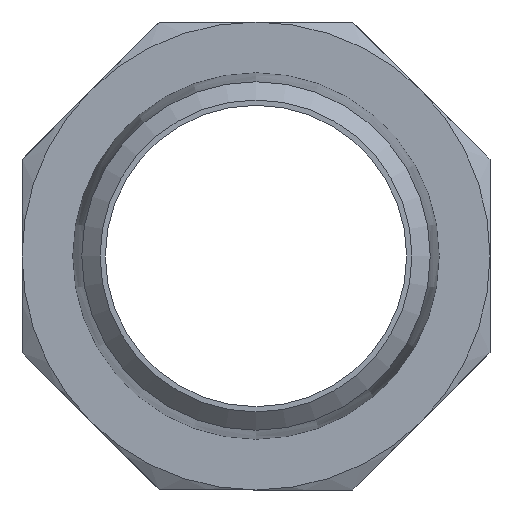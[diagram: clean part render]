
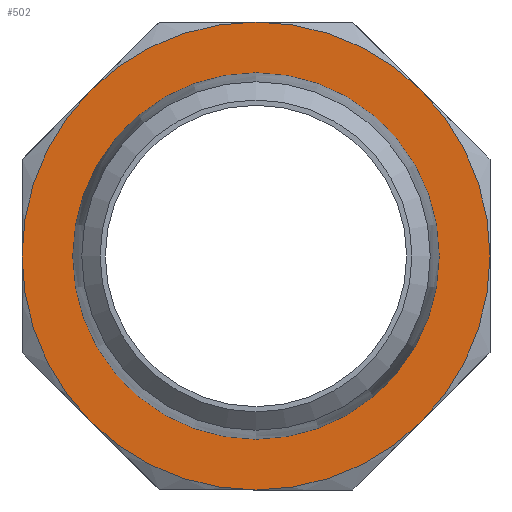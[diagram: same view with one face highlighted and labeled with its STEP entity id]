
A CAD part, left-side view. The second image highlights one B-rep face of the part: STEP entity #502.
In plain terms, the highlighted planar face has unit normal (-1, 0, 0).
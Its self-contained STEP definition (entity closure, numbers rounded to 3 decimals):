
#198=ORIENTED_EDGE('',*,*,#292,.F.);
#199=ORIENTED_EDGE('',*,*,#261,.F.);
#200=ORIENTED_EDGE('',*,*,#281,.F.);
#201=ORIENTED_EDGE('',*,*,#278,.F.);
#202=ORIENTED_EDGE('',*,*,#275,.F.);
#203=ORIENTED_EDGE('',*,*,#272,.F.);
#204=ORIENTED_EDGE('',*,*,#270,.T.);
#205=ORIENTED_EDGE('',*,*,#267,.F.);
#206=ORIENTED_EDGE('',*,*,#264,.F.);
#261=EDGE_CURVE('',#320,#318,#353,.T.);
#264=EDGE_CURVE('',#318,#321,#354,.T.);
#267=EDGE_CURVE('',#321,#323,#355,.T.);
#270=EDGE_CURVE('',#325,#323,#356,.T.);
#272=EDGE_CURVE('',#325,#328,#357,.T.);
#275=EDGE_CURVE('',#328,#330,#358,.T.);
#278=EDGE_CURVE('',#330,#332,#359,.T.);
#281=EDGE_CURVE('',#332,#320,#360,.T.);
#292=EDGE_CURVE('',#335,#335,#362,.T.);
#318=VERTEX_POINT('',#843);
#320=VERTEX_POINT('',#849);
#321=VERTEX_POINT('',#856);
#323=VERTEX_POINT('',#868);
#325=VERTEX_POINT('',#880);
#328=VERTEX_POINT('',#894);
#330=VERTEX_POINT('',#906);
#332=VERTEX_POINT('',#918);
#335=VERTEX_POINT('',#954);
#353=CIRCLE('',#551,21.2);
#354=CIRCLE('',#553,21.2);
#355=CIRCLE('',#555,21.2);
#356=CIRCLE('',#557,21.2);
#357=CIRCLE('',#559,21.2);
#358=CIRCLE('',#561,21.2);
#359=CIRCLE('',#563,21.2);
#360=CIRCLE('',#565,21.2);
#362=CIRCLE('',#576,16.6);
#397=EDGE_LOOP('',(#198));
#398=EDGE_LOOP('',(#199,#200,#201,#202,#203,#204,#205,#206));
#445=FACE_BOUND('',#397,.T.);
#446=FACE_BOUND('',#398,.T.);
#474=PLANE('',#575);
#502=ADVANCED_FACE('',(#445,#446),#474,.F.);
#551=AXIS2_PLACEMENT_3D('',#850,#642,#643);
#553=AXIS2_PLACEMENT_3D('',#862,#646,#647);
#555=AXIS2_PLACEMENT_3D('',#874,#650,#651);
#557=AXIS2_PLACEMENT_3D('',#886,#654,#655);
#559=AXIS2_PLACEMENT_3D('',#893,#658,#659);
#561=AXIS2_PLACEMENT_3D('',#905,#662,#663);
#563=AXIS2_PLACEMENT_3D('',#917,#666,#667);
#565=AXIS2_PLACEMENT_3D('',#929,#670,#671);
#575=AXIS2_PLACEMENT_3D('',#952,#698,#699);
#576=AXIS2_PLACEMENT_3D('',#953,#700,#701);
#642=DIRECTION('',(1.,0.,0.));
#643=DIRECTION('',(0.,0.,-1.));
#646=DIRECTION('',(1.,0.,0.));
#647=DIRECTION('',(0.,0.,-1.));
#650=DIRECTION('',(1.,0.,0.));
#651=DIRECTION('',(0.,0.,-1.));
#654=DIRECTION('',(-1.,0.,0.));
#655=DIRECTION('',(0.,0.,1.));
#658=DIRECTION('',(1.,0.,0.));
#659=DIRECTION('',(0.,0.,-1.));
#662=DIRECTION('',(1.,0.,0.));
#663=DIRECTION('',(0.,0.,-1.));
#666=DIRECTION('',(1.,0.,0.));
#667=DIRECTION('',(0.,0.,-1.));
#670=DIRECTION('',(1.,0.,0.));
#671=DIRECTION('',(0.,0.,-1.));
#698=DIRECTION('',(1.,0.,0.));
#699=DIRECTION('',(0.,0.,-1.));
#700=DIRECTION('',(-1.,0.,0.));
#701=DIRECTION('',(0.,0.,-1.));
#843=CARTESIAN_POINT('',(0.,14.991,-14.991));
#849=CARTESIAN_POINT('',(0.,0.,-21.2));
#850=CARTESIAN_POINT('',(0.,0.,0.));
#856=CARTESIAN_POINT('',(0.,21.2,0.));
#862=CARTESIAN_POINT('',(0.,0.,0.));
#868=CARTESIAN_POINT('',(0.,14.991,14.991));
#874=CARTESIAN_POINT('',(0.,0.,0.));
#880=CARTESIAN_POINT('',(0.,0.,21.2));
#886=CARTESIAN_POINT('',(0.,0.,0.));
#893=CARTESIAN_POINT('',(0.,0.,0.));
#894=CARTESIAN_POINT('',(0.,-14.991,14.991));
#905=CARTESIAN_POINT('',(0.,0.,0.));
#906=CARTESIAN_POINT('',(0.,-21.2,0.));
#917=CARTESIAN_POINT('',(0.,0.,0.));
#918=CARTESIAN_POINT('',(0.,-14.991,-14.991));
#929=CARTESIAN_POINT('',(0.,0.,0.));
#952=CARTESIAN_POINT('',(0.,0.,0.));
#953=CARTESIAN_POINT('',(0.,0.,0.));
#954=CARTESIAN_POINT('',(0.,0.,-16.6));
